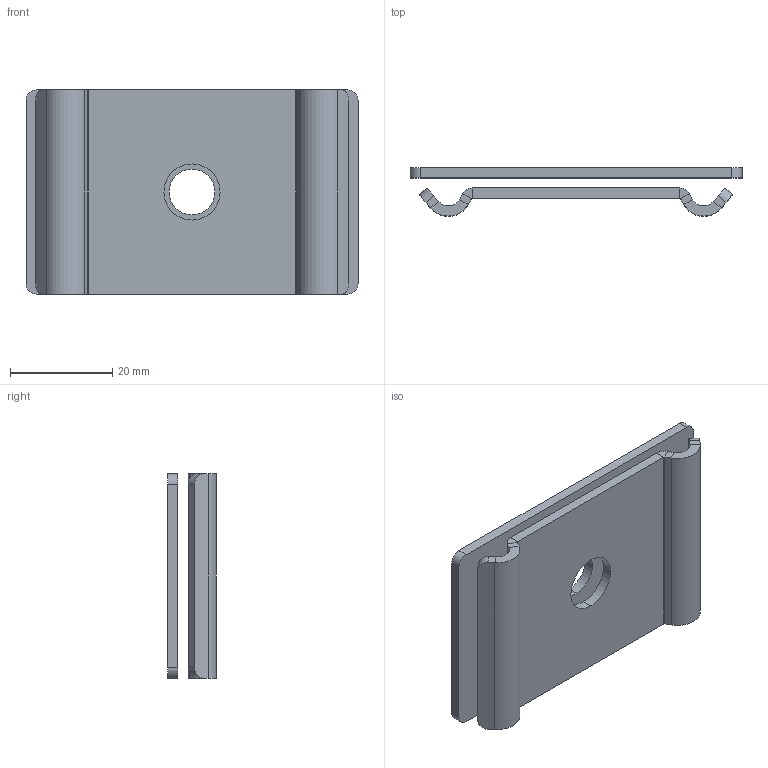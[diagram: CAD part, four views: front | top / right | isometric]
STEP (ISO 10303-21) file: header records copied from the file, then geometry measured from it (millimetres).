
FILE_DESCRIPTION((''),'2;1');
FILE_NAME('6015255_ORG_ASM','2013-04-24T',('AndreasKeweloh'),(''),'PRO/ENGINEER BY PARAMETRIC TECHNOLOGY CORPORATION, 2012360','PRO/ENGINEER BY PARAMETRIC TECHNOLOGY CORPORATION, 2012360','');
FILE_SCHEMA(('CONFIG_CONTROL_DESIGN'));
Length unit declared in the file: millimetre
Products named in the file (4): KTS_09_016-014_KLEMMST_CK_GKS_5; KTS_09_016-015_D_9; KTS_09_013-013_1_ASM; 6015255_ORG_ASM
Assembly tree (3 placements, depth 3):
  6015255_ORG_ASM
    KTS_09_013-013_1_ASM
      KTS_09_016-014_KLEMMST_CK_GKS_5
      KTS_09_016-015_D_9
Bounding box: 65 x 9.5 x 40 mm (x, y, z)
Volume: 10144.6 mm3; surface area: 11100.3 mm2
Topology: 2 solids, 2 shells, 56 faces, 124 edges, 72 vertices
Faces by surface type: plane 36, cylinder 20
Entity records: 1638 total; most frequent: DIRECTION 294, CARTESIAN_POINT 261, ORIENTED_EDGE 248, EDGE_CURVE 124, AXIS2_PLACEMENT_3D 105, VECTOR 84, LINE 84, VERTEX_POINT 72
